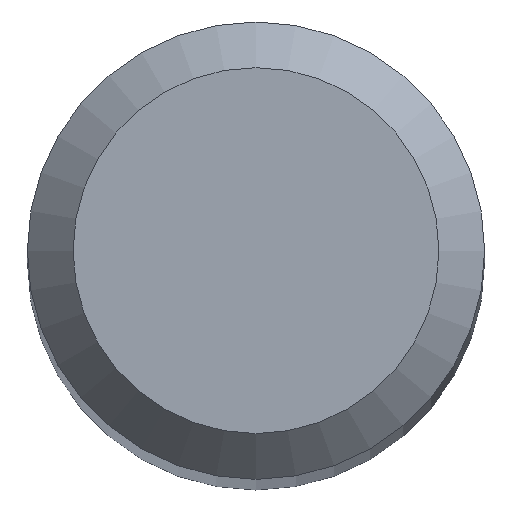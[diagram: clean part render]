
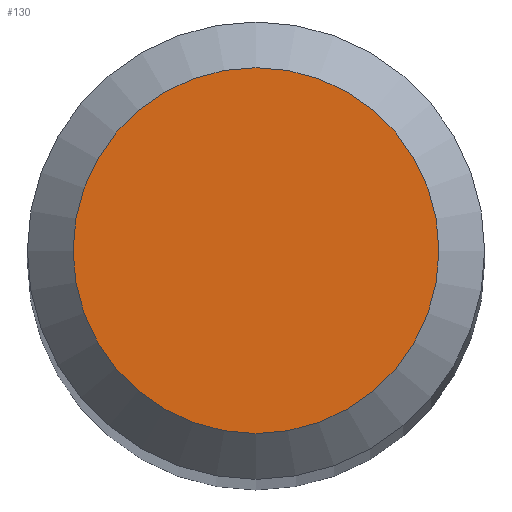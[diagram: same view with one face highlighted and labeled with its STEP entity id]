
A CAD part, top view. The second image highlights one B-rep face of the part: STEP entity #130.
In plain terms, the highlighted planar face has unit normal (0, 0, 1).
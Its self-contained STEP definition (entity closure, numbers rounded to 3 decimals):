
#35 = CARTESIAN_POINT ( 'NONE',  ( 0., 0., 46. ) ) ;
#41 = AXIS2_PLACEMENT_3D ( 'NONE', #35, #169, #147 ) ;
#42 = DIRECTION ( 'NONE',  ( 0., 0., -1. ) ) ;
#54 = FACE_OUTER_BOUND ( 'NONE', #219, .T. ) ;
#70 = ORIENTED_EDGE ( 'NONE', *, *, #125, .F. ) ;
#121 = PLANE ( 'NONE',  #41 ) ;
#125 = EDGE_CURVE ( 'NONE', #150, #150, #142, .T. ) ;
#130 = ADVANCED_FACE ( 'NONE', ( #54 ), #121, .F. ) ;
#142 = CIRCLE ( 'NONE', #157, 1.2 ) ;
#145 = CARTESIAN_POINT ( 'NONE',  ( 0., 0., 46. ) ) ;
#147 = DIRECTION ( 'NONE',  ( 0., 1., 0. ) ) ;
#150 = VERTEX_POINT ( 'NONE', #251 ) ;
#157 = AXIS2_PLACEMENT_3D ( 'NONE', #145, #42, #223 ) ;
#169 = DIRECTION ( 'NONE',  ( 0., 0., -1. ) ) ;
#219 = EDGE_LOOP ( 'NONE', ( #70 ) ) ;
#223 = DIRECTION ( 'NONE',  ( 0., 1., 0. ) ) ;
#251 = CARTESIAN_POINT ( 'NONE',  ( 0., 1.2, 46. ) ) ;
